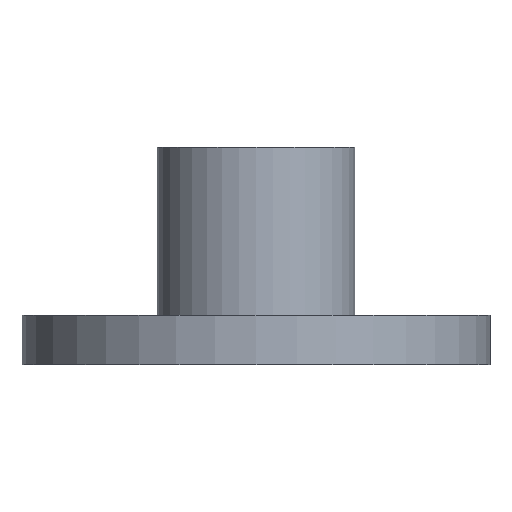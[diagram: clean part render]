
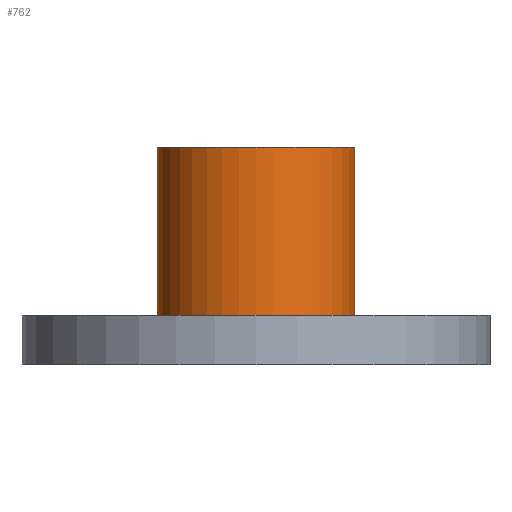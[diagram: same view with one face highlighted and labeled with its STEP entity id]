
A CAD part, front view. The second image highlights one B-rep face of the part: STEP entity #762.
In plain terms, the highlighted cylindrical face has radius 12 mm (diameter 24 mm), a partial arc.
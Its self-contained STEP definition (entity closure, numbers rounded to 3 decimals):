
#1 = CARTESIAN_POINT ( 'NONE',  ( 12., 0., 0. ) ) ;
#10 = VECTOR ( 'NONE', #77, 1000. ) ;
#33 = EDGE_CURVE ( 'NONE', #666, #107, #956, .T. ) ;
#77 = DIRECTION ( 'NONE',  ( 0., 0., 1. ) ) ;
#107 = VERTEX_POINT ( 'NONE', #436 ) ;
#123 = VERTEX_POINT ( 'NONE', #698 ) ;
#125 = ORIENTED_EDGE ( 'NONE', *, *, #794, .T. ) ;
#184 = CARTESIAN_POINT ( 'NONE',  ( 0., 0., 6. ) ) ;
#194 = EDGE_CURVE ( 'NONE', #123, #666, #947, .T. ) ;
#224 = CYLINDRICAL_SURFACE ( 'NONE', #871, 12. ) ;
#242 = DIRECTION ( 'NONE',  ( 1., 0., 0. ) ) ;
#278 = CARTESIAN_POINT ( 'NONE',  ( -12., 0., 0. ) ) ;
#327 = DIRECTION ( 'NONE',  ( 0., 0., 1. ) ) ;
#341 = VERTEX_POINT ( 'NONE', #638 ) ;
#351 = DIRECTION ( 'NONE',  ( 1., 0., 0. ) ) ;
#355 = FACE_OUTER_BOUND ( 'NONE', #379, .T. ) ;
#368 = AXIS2_PLACEMENT_3D ( 'NONE', #184, #497, #351 ) ;
#379 = EDGE_LOOP ( 'NONE', ( #673, #679, #125, #706 ) ) ;
#436 = CARTESIAN_POINT ( 'NONE',  ( 12., 0., 26.4 ) ) ;
#487 = AXIS2_PLACEMENT_3D ( 'NONE', #982, #327, #242 ) ;
#497 = DIRECTION ( 'NONE',  ( 0., 0., -1. ) ) ;
#541 = CARTESIAN_POINT ( 'NONE',  ( 0., 0., 0. ) ) ;
#600 = DIRECTION ( 'NONE',  ( 0., 0., 1. ) ) ;
#638 = CARTESIAN_POINT ( 'NONE',  ( 12., 0., 6. ) ) ;
#666 = VERTEX_POINT ( 'NONE', #750 ) ;
#673 = ORIENTED_EDGE ( 'NONE', *, *, #194, .F. ) ;
#679 = ORIENTED_EDGE ( 'NONE', *, *, #985, .F. ) ;
#698 = CARTESIAN_POINT ( 'NONE',  ( -12., 0., 6. ) ) ;
#705 = DIRECTION ( 'NONE',  ( 1., 0., 0. ) ) ;
#706 = ORIENTED_EDGE ( 'NONE', *, *, #33, .F. ) ;
#750 = CARTESIAN_POINT ( 'NONE',  ( -12., 0., 26.4 ) ) ;
#762 = ADVANCED_FACE ( 'NONE', ( #355 ), #224, .T. ) ;
#794 = EDGE_CURVE ( 'NONE', #341, #107, #894, .T. ) ;
#855 = CIRCLE ( 'NONE', #368, 12. ) ;
#871 = AXIS2_PLACEMENT_3D ( 'NONE', #541, #600, #705 ) ;
#894 = LINE ( 'NONE', #1, #10 ) ;
#925 = VECTOR ( 'NONE', #1029, 1000. ) ;
#947 = LINE ( 'NONE', #278, #925 ) ;
#956 = CIRCLE ( 'NONE', #487, 12. ) ;
#982 = CARTESIAN_POINT ( 'NONE',  ( 0., 0., 26.4 ) ) ;
#985 = EDGE_CURVE ( 'NONE', #341, #123, #855, .T. ) ;
#1029 = DIRECTION ( 'NONE',  ( 0., 0., 1. ) ) ;
